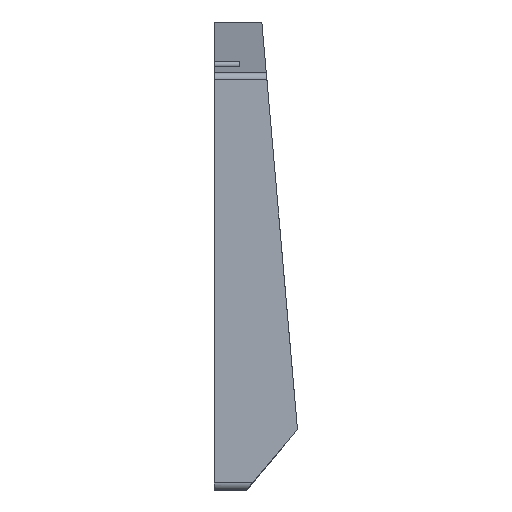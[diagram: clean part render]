
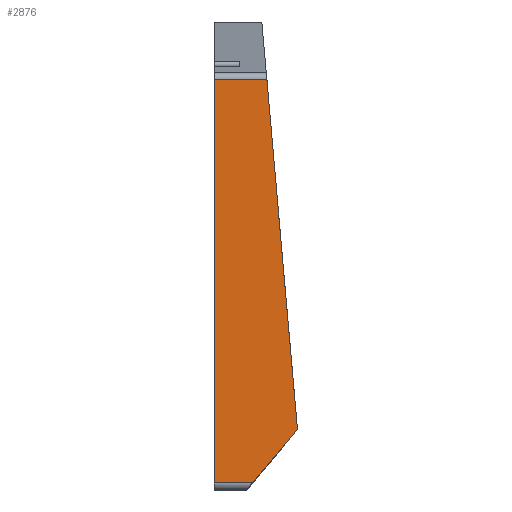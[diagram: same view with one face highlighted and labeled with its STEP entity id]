
A CAD part, left-side view. The second image highlights one B-rep face of the part: STEP entity #2876.
In plain terms, the highlighted planar face has unit normal (-1, 0, 0).
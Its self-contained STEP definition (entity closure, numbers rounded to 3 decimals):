
#378=FACE_OUTER_BOUND('',#529,.T.);
#529=EDGE_LOOP('',(#2540,#2541,#2542,#2543,#2544));
#611=LINE('',#4240,#883);
#784=LINE('',#5085,#1056);
#798=LINE('',#5153,#1070);
#811=LINE('',#5216,#1083);
#812=LINE('',#5218,#1084);
#883=VECTOR('',#3349,10.);
#1056=VECTOR('',#3846,10.);
#1070=VECTOR('',#3898,10.);
#1083=VECTOR('',#3979,10.);
#1084=VECTOR('',#3982,10.);
#1169=VERTEX_POINT('',#4237);
#1170=VERTEX_POINT('',#4239);
#1356=VERTEX_POINT('',#5082);
#1357=VERTEX_POINT('',#5084);
#1368=VERTEX_POINT('',#5152);
#1467=EDGE_CURVE('',#1170,#1169,#611,.T.);
#1741=EDGE_CURVE('',#1357,#1356,#784,.T.);
#1769=EDGE_CURVE('',#1368,#1357,#798,.T.);
#1799=EDGE_CURVE('',#1169,#1368,#811,.T.);
#1800=EDGE_CURVE('',#1170,#1356,#812,.T.);
#2540=ORIENTED_EDGE('',*,*,#1769,.T.);
#2541=ORIENTED_EDGE('',*,*,#1741,.T.);
#2542=ORIENTED_EDGE('',*,*,#1800,.F.);
#2543=ORIENTED_EDGE('',*,*,#1467,.T.);
#2544=ORIENTED_EDGE('',*,*,#1799,.T.);
#2747=PLANE('',#3178);
#2876=ADVANCED_FACE('',(#378),#2747,.T.);
#3178=AXIS2_PLACEMENT_3D('',#5217,#3980,#3981);
#3349=DIRECTION('',(0.,0.,-1.));
#3846=DIRECTION('',(0.,0.087,0.996));
#3898=DIRECTION('',(0.,-0.643,0.766));
#3979=DIRECTION('',(0.,-1.,0.));
#3980=DIRECTION('center_axis',(-1.,0.,0.));
#3981=DIRECTION('ref_axis',(0.,0.,-1.));
#3982=DIRECTION('',(0.,-1.,0.));
#4237=CARTESIAN_POINT('',(-118.443,-0.1,-43.6));
#4239=CARTESIAN_POINT('',(-118.443,-0.1,42.6));
#4240=CARTESIAN_POINT('',(-118.443,-0.1,42.6));
#5082=CARTESIAN_POINT('',(-118.443,-11.297,42.6));
#5084=CARTESIAN_POINT('',(-118.443,-17.839,-32.182));
#5085=CARTESIAN_POINT('',(-118.443,-12.905,24.22));
#5152=CARTESIAN_POINT('',(-118.443,-8.259,-43.6));
#5153=CARTESIAN_POINT('',(-118.443,-27.166,-21.067));
#5216=CARTESIAN_POINT('',(-118.443,-0.1,-43.6));
#5217=CARTESIAN_POINT('Origin',(-118.443,-0.1,42.6));
#5218=CARTESIAN_POINT('',(-118.443,-0.1,42.6));
